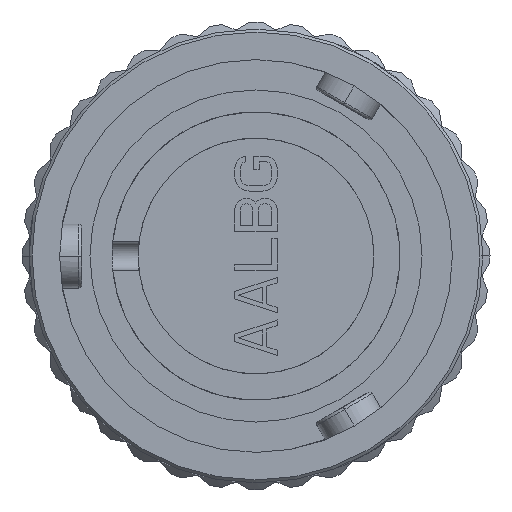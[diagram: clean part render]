
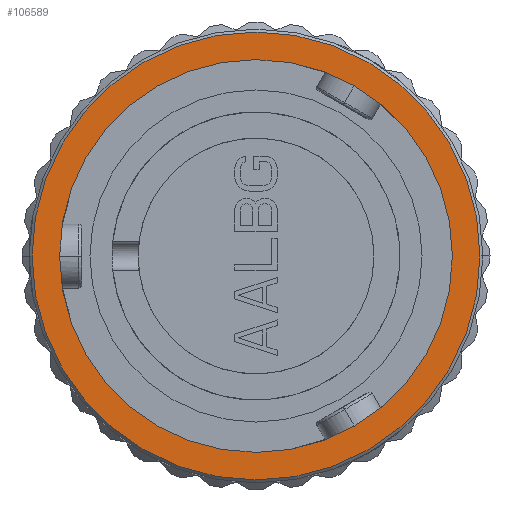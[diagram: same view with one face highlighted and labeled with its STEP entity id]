
A CAD part, left-side view. The second image highlights one B-rep face of the part: STEP entity #106589.
In plain terms, the highlighted planar face has unit normal (-1, 0, 0).
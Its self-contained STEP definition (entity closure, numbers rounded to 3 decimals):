
#30308=CARTESIAN_POINT('',(-26.92,0.,0.));
#30309=DIRECTION('',(1.,0.,0.));
#30310=DIRECTION('',(0.,1.,0.));
#30311=AXIS2_PLACEMENT_3D('',#30308,#30309,#30310);
#30313=CARTESIAN_POINT('',(-26.92,0.,0.));
#30314=DIRECTION('',(-1.,0.,0.));
#30315=DIRECTION('',(0.,1.,0.));
#30316=AXIS2_PLACEMENT_3D('',#30313,#30314,#30315);
#30318=CARTESIAN_POINT('',(-26.92,0.,0.));
#30319=DIRECTION('',(1.,0.,0.));
#30320=DIRECTION('',(0.,1.,0.));
#30321=AXIS2_PLACEMENT_3D('',#30318,#30319,#30320);
#30323=CARTESIAN_POINT('',(-26.92,0.,0.));
#30324=DIRECTION('',(-1.,0.,0.));
#30325=DIRECTION('',(0.,1.,0.));
#30326=AXIS2_PLACEMENT_3D('',#30323,#30324,#30325);
#41536=CARTESIAN_POINT('',(-26.92,13.81,-0.002));
#41537=CARTESIAN_POINT('',(-26.92,-13.81,0.002));
#41538=VERTEX_POINT('',#41536);
#41539=VERTEX_POINT('',#41537);
#41964=CARTESIAN_POINT('',(-26.92,15.75,-0.002));
#41965=VERTEX_POINT('',#41964);
#41966=CARTESIAN_POINT('',(-26.92,-15.75,0.002));
#41967=VERTEX_POINT('',#41966);
#106574=CARTESIAN_POINT('',(-26.92,0.,0.));
#106575=DIRECTION('',(-1.,0.,0.));
#106576=DIRECTION('',(0.,-1.,0.));
#106577=AXIS2_PLACEMENT_3D('',#106574,#106575,#106576);
#106578=PLANE('902',#106577);
#106579=ORIENTED_EDGE('10389',*,*,#106560,.F.);
#106580=ORIENTED_EDGE('10391',*,*,#106542,.T.);
#106581=EDGE_LOOP('902',(#106579,#106580));
#106582=FACE_OUTER_BOUND('902',#106581,.F.);
#106584=ORIENTED_EDGE('10115',*,*,#106583,.F.);
#106586=ORIENTED_EDGE('10113',*,*,#106585,.T.);
#106587=EDGE_LOOP('902',(#106584,#106586));
#106588=FACE_BOUND('902',#106587,.F.);
#30312=CIRCLE('10391',#30311,15.75);
#30317=CIRCLE('10389',#30316,15.75);
#30322=CIRCLE('10115',#30321,13.81);
#30327=CIRCLE('10113',#30326,13.81);
#106542=EDGE_CURVE('10391',#41965,#41967,#30312,.T.);
#106560=EDGE_CURVE('10389',#41965,#41967,#30317,.T.);
#106583=EDGE_CURVE('10115',#41538,#41539,#30322,.T.);
#106585=EDGE_CURVE('10113',#41538,#41539,#30327,.T.);
#106589=ADVANCED_FACE('902',(#106582,#106588),#106578,.T.);
